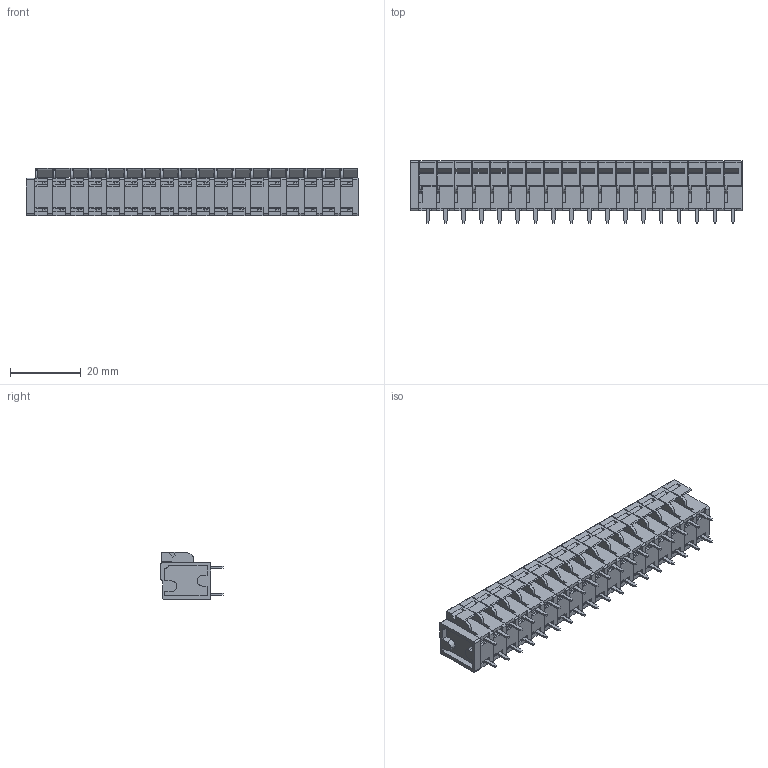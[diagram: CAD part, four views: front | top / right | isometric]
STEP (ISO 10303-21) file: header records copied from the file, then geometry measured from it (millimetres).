
FILE_DESCRIPTION (( 'STEP AP214' ), '1' );
FILE_NAME ('CUI_DEVICES_TBL004V-508-18BE-2GY.step', '2019-11-26T23:39:14', ( '' ), ( '' ), 'SwSTEP 2.0', 'SolidWorks 2019', '' );
FILE_SCHEMA (( 'AUTOMOTIVE_DESIGN' ));
Length unit declared in the file: millimetre
Products named in the file (4): CUI_DEVICES_TBL004V-508-18BE-2GY; TBL004V-508 - PUSH BUTTON_Gray; TBL004V-508 - END CAP_Blue; TBL004V-508 - BODY_Blue
Assembly tree (37 placements, depth 2):
  CUI_DEVICES_TBL004V-508-18BE-2GY
    TBL004V-508 - END CAP_Blue
    TBL004V-508 - BODY_Blue  x18
    TBL004V-508 - PUSH BUTTON_Gray  x18
Bounding box: 93.94 x 17.55 x 13.3 mm (x, y, z)
Volume: 13171 mm3; surface area: 16339.4 mm2
Topology: 77 solids, 77 shells, 2886 faces, 7436 edges, 4800 vertices
Faces by surface type: plane 1812, cylinder 692, cone 342, torus 40
Entity records: 12873 total; most frequent: CARTESIAN_POINT 1635, DIRECTION 1624, ORIENTED_EDGE 1544, EDGE_CURVE 772, VECTOR 598, LINE 598, AXIS2_PLACEMENT_3D 513, VERTEX_POINT 499
